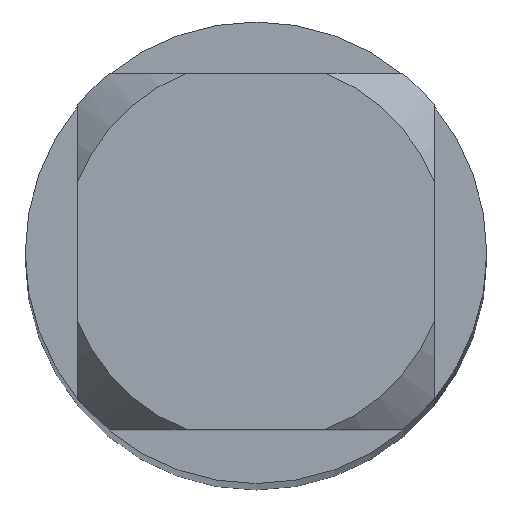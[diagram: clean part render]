
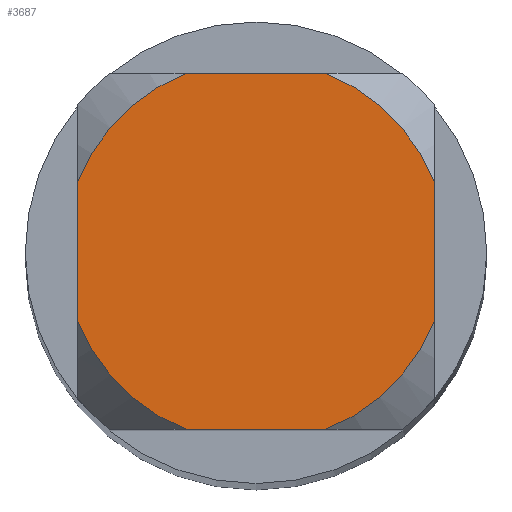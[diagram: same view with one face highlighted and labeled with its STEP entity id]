
A CAD part, top view. The second image highlights one B-rep face of the part: STEP entity #3687.
In plain terms, the highlighted planar face has unit normal (0, 0, 1).
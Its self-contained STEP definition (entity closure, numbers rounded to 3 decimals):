
#2905=VERTEX_POINT('',#8320);
#2919=EDGE_CURVE('',#7773,#2905,#8336,.T.);
#3051=VERTEX_POINT('',#8477);
#3137=VERTEX_POINT('',#8575);
#3167=EDGE_CURVE('',#4651,#5883,#8609,.T.);
#3221=EDGE_CURVE('',#7773,#4785,#8672,.T.);
#3527=EDGE_CURVE('',#3051,#7325,#9003,.T.);
#3687=ADVANCED_FACE('',(#9175),#9176,.T.);
#4651=VERTEX_POINT('',#10246);
#4785=VERTEX_POINT('',#10401);
#5529=EDGE_CURVE('',#3137,#2905,#11203,.T.);
#5883=VERTEX_POINT('',#11587);
#6315=EDGE_CURVE('',#3137,#7325,#12047,.T.);
#7325=VERTEX_POINT('',#13144);
#7773=VERTEX_POINT('',#13637);
#7837=EDGE_CURVE('',#3051,#5883,#13706,.T.);
#8101=EDGE_CURVE('',#4651,#4785,#13990,.T.);
#8320=CARTESIAN_POINT('',(0.529,-1.35,0.0));
#8336=CIRCLE('',#14343,1.45);
#8477=CARTESIAN_POINT('',(-1.35,0.529,0.0));
#8575=CARTESIAN_POINT('',(-0.529,-1.35,0.0));
#8609=LINE('',#14955,#14956);
#8672=LINE('',#15064,#15065);
#9003=LINE('',#15617,#15618);
#9175=FACE_OUTER_BOUND('',#15998,.T.);
#9176=PLANE('',#15999);
#10246=CARTESIAN_POINT('',(0.529,1.35,0.0));
#10401=CARTESIAN_POINT('',(1.35,0.529,0.0));
#11203=LINE('',#19590,#19591);
#11587=CARTESIAN_POINT('',(-0.529,1.35,0.0));
#12047=CIRCLE('',#21128,1.45);
#13144=CARTESIAN_POINT('',(-1.35,-0.529,0.0));
#13637=CARTESIAN_POINT('',(1.35,-0.529,0.0));
#13706=CIRCLE('',#24065,1.45);
#13990=CIRCLE('',#24543,1.45);
#14343=AXIS2_PLACEMENT_3D('',#24947,#24948,#24949);
#14955=CARTESIAN_POINT('',(0.0,1.35,0.0));
#14956=VECTOR('',#25232,1.0);
#15064=CARTESIAN_POINT('',(1.35,0.363,0.0));
#15065=VECTOR('',#25320,1.0);
#15617=CARTESIAN_POINT('',(-1.35,0.363,0.0));
#15618=VECTOR('',#25641,1.0);
#15998=EDGE_LOOP('',(#25800,#25801,#25802,#25803,#25804,#25805,#25806,#25807));
#15999=AXIS2_PLACEMENT_3D('',#25808,#25809,#25810);
#19590=CARTESIAN_POINT('',(0.0,-1.35,0.0));
#19591=VECTOR('',#28468,1.0);
#21128=AXIS2_PLACEMENT_3D('',#29250,#29251,#29252);
#24065=AXIS2_PLACEMENT_3D('',#31013,#31014,#31015);
#24543=AXIS2_PLACEMENT_3D('',#31288,#31289,#31290);
#24947=CARTESIAN_POINT('',(0.0,0.0,0.0));
#24948=DIRECTION('',(0.0,0.0,-1.0));
#24949=DIRECTION('',(0.0,1.0,0.0));
#25232=DIRECTION('',(-1.0,0.0,0.0));
#25320=DIRECTION('',(-0.0,1.0,0.0));
#25641=DIRECTION('',(-0.0,-1.0,0.0));
#25800=ORIENTED_EDGE('',*,*,#3527,.T.);
#25801=ORIENTED_EDGE('',*,*,#6315,.F.);
#25802=ORIENTED_EDGE('',*,*,#5529,.T.);
#25803=ORIENTED_EDGE('',*,*,#2919,.F.);
#25804=ORIENTED_EDGE('',*,*,#3221,.T.);
#25805=ORIENTED_EDGE('',*,*,#8101,.F.);
#25806=ORIENTED_EDGE('',*,*,#3167,.T.);
#25807=ORIENTED_EDGE('',*,*,#7837,.F.);
#25808=CARTESIAN_POINT('',(0.0,0.725,0.0));
#25809=DIRECTION('',(-0.0,0.0,1.0));
#25810=DIRECTION('',(0.0,-1.0,0.0));
#28468=DIRECTION('',(1.0,0.0,0.0));
#29250=CARTESIAN_POINT('',(0.0,0.0,0.0));
#29251=DIRECTION('',(0.0,0.0,-1.0));
#29252=DIRECTION('',(0.0,1.0,0.0));
#31013=CARTESIAN_POINT('',(0.0,0.0,0.0));
#31014=DIRECTION('',(0.0,0.0,-1.0));
#31015=DIRECTION('',(0.0,1.0,0.0));
#31288=CARTESIAN_POINT('',(0.0,0.0,0.0));
#31289=DIRECTION('',(0.0,0.0,-1.0));
#31290=DIRECTION('',(0.0,1.0,0.0));
